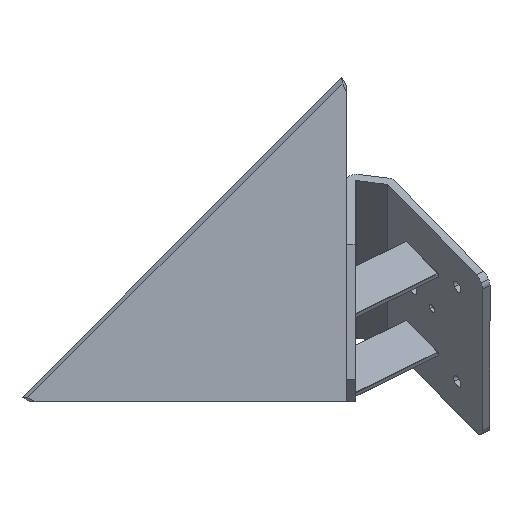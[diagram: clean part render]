
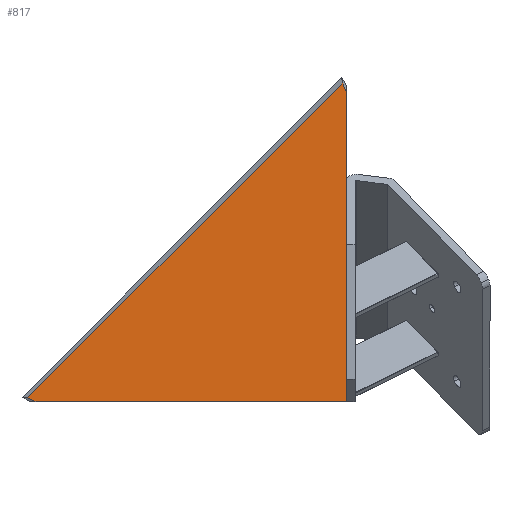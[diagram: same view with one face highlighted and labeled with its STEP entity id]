
A CAD part, left-side view. The second image highlights one B-rep face of the part: STEP entity #817.
In plain terms, the highlighted planar face has unit normal (-1, 0, 0).
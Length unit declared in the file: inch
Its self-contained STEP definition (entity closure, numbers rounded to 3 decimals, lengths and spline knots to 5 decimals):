
#104 = EDGE_CURVE ( 'NONE', #1081, #1930, #2250, .T. ) ;
#145 = EDGE_CURVE ( 'NONE', #1930, #2144, #352, .T. ) ;
#182 = EDGE_LOOP ( 'NONE', ( #1277, #1116, #694, #1940, #835 ) ) ;
#245 = LINE ( 'NONE', #1863, #2498 ) ;
#308 = CARTESIAN_POINT ( 'NONE',  ( 0.43307, 0.43307, 11.40772 ) ) ;
#329 = CARTESIAN_POINT ( 'NONE',  ( 0.43307, 11.40772, 0.43307 ) ) ;
#352 = LINE ( 'NONE', #2957, #1214 ) ;
#452 = EDGE_CURVE ( 'NONE', #695, #1081, #2444, .T. ) ;
#524 = PLANE ( 'NONE',  #1410 ) ;
#533 = DIRECTION ( 'NONE',  ( 0., 0., -1. ) ) ;
#563 = CARTESIAN_POINT ( 'NONE',  ( 0.43307, 11.70678, 0.56532 ) ) ;
#588 = CARTESIAN_POINT ( 'NONE',  ( 0.43307, 0.56532, 11.70678 ) ) ;
#625 = EDGE_CURVE ( 'NONE', #2137, #695, #245, .T. ) ;
#694 = ORIENTED_EDGE ( 'NONE', *, *, #452, .F. ) ;
#695 = VERTEX_POINT ( 'NONE', #2082 ) ;
#732 = CARTESIAN_POINT ( 'NONE',  ( 0.43307, 0.43307, 0. ) ) ;
#817 = ADVANCED_FACE ( 'NONE', ( #2125 ), #524, .F. ) ;
#833 = EDGE_CURVE ( 'NONE', #2144, #2137, #2188, .T. ) ;
#835 = ORIENTED_EDGE ( 'NONE', *, *, #833, .F. ) ;
#1011 = DIRECTION ( 'NONE',  ( 1., 0., 0. ) ) ;
#1020 = VECTOR ( 'NONE', #1756, 39.37008 ) ;
#1081 = VERTEX_POINT ( 'NONE', #3048 ) ;
#1094 = DIRECTION ( 'NONE',  ( 0., -0.404, -0.915 ) ) ;
#1116 = ORIENTED_EDGE ( 'NONE', *, *, #104, .F. ) ;
#1214 = VECTOR ( 'NONE', #1094, 39.37008 ) ;
#1277 = ORIENTED_EDGE ( 'NONE', *, *, #145, .F. ) ;
#1410 = AXIS2_PLACEMENT_3D ( 'NONE', #1726, #1011, #533 ) ;
#1610 = VECTOR ( 'NONE', #2377, 39.37008 ) ;
#1726 = CARTESIAN_POINT ( 'NONE',  ( 0.43307, 5.65685, 0. ) ) ;
#1756 = DIRECTION ( 'NONE',  ( 0., -0.707, 0.707 ) ) ;
#1863 = CARTESIAN_POINT ( 'NONE',  ( 0.43307, 5.65685, 0.43307 ) ) ;
#1930 = VERTEX_POINT ( 'NONE', #588 ) ;
#1940 = ORIENTED_EDGE ( 'NONE', *, *, #625, .F. ) ;
#1948 = VECTOR ( 'NONE', #2209, 39.37008 ) ;
#2082 = CARTESIAN_POINT ( 'NONE',  ( 0.43307, 11.40772, 0.43307 ) ) ;
#2125 = FACE_OUTER_BOUND ( 'NONE', #182, .T. ) ;
#2137 = VERTEX_POINT ( 'NONE', #2190 ) ;
#2144 = VERTEX_POINT ( 'NONE', #308 ) ;
#2188 = LINE ( 'NONE', #732, #1610 ) ;
#2190 = CARTESIAN_POINT ( 'NONE',  ( 0.43307, 0.43307, 0.43307 ) ) ;
#2209 = DIRECTION ( 'NONE',  ( 0., 0.915, 0.404 ) ) ;
#2250 = LINE ( 'NONE', #563, #1020 ) ;
#2377 = DIRECTION ( 'NONE',  ( 0., 0., -1. ) ) ;
#2444 = LINE ( 'NONE', #329, #1948 ) ;
#2498 = VECTOR ( 'NONE', #2596, 39.37008 ) ;
#2596 = DIRECTION ( 'NONE',  ( 0., 1., 0. ) ) ;
#2957 = CARTESIAN_POINT ( 'NONE',  ( 0.43307, 0.56532, 11.70678 ) ) ;
#3048 = CARTESIAN_POINT ( 'NONE',  ( 0.43307, 11.70678, 0.56532 ) ) ;
